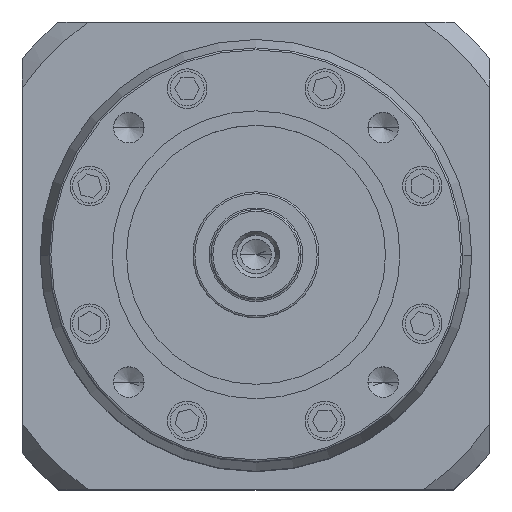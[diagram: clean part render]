
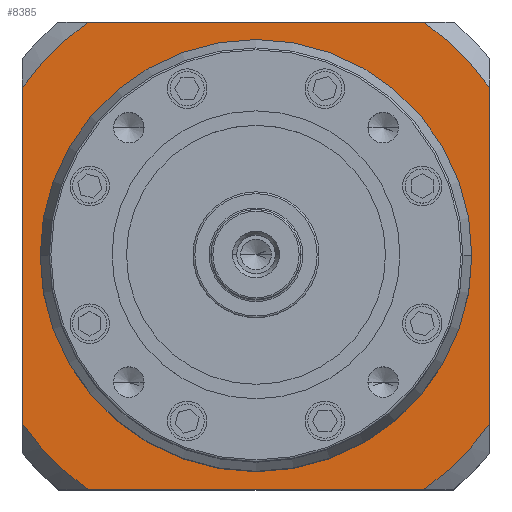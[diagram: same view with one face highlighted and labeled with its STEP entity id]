
A CAD part, top view. The second image highlights one B-rep face of the part: STEP entity #8385.
In plain terms, the highlighted planar face has unit normal (0, 0, 1).
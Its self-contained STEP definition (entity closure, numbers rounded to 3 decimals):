
#134 = CIRCLE ( 'NONE', #6244, 80. ) ;
#176 = DIRECTION ( 'NONE',  ( 0., -1., 0. ) ) ;
#279 = DIRECTION ( 'NONE',  ( -1., 0., 0. ) ) ;
#519 = CARTESIAN_POINT ( 'NONE',  ( -46.637, -65., 0. ) ) ;
#662 = ORIENTED_EDGE ( 'NONE', *, *, #1649, .T. ) ;
#911 = CIRCLE ( 'NONE', #5547, 60. ) ;
#986 = DIRECTION ( 'NONE',  ( 0., 0., 1. ) ) ;
#1159 = FACE_BOUND ( 'NONE', #4084, .T. ) ;
#1199 = EDGE_CURVE ( 'NONE', #4350, #1853, #6724, .T. ) ;
#1281 = CARTESIAN_POINT ( 'NONE',  ( 46.637, 65., 0. ) ) ;
#1342 = ORIENTED_EDGE ( 'NONE', *, *, #1758, .F. ) ;
#1344 = EDGE_CURVE ( 'NONE', #2658, #7688, #1457, .T. ) ;
#1400 = FACE_OUTER_BOUND ( 'NONE', #3891, .T. ) ;
#1455 = EDGE_CURVE ( 'NONE', #4350, #4904, #134, .T. ) ;
#1457 = CIRCLE ( 'NONE', #3830, 60. ) ;
#1474 = AXIS2_PLACEMENT_3D ( 'NONE', #5900, #6064, #1675 ) ;
#1493 = ORIENTED_EDGE ( 'NONE', *, *, #1344, .T. ) ;
#1535 = EDGE_CURVE ( 'NONE', #4211, #4904, #8744, .T. ) ;
#1545 = CARTESIAN_POINT ( 'NONE',  ( -65., 54.772, 0. ) ) ;
#1649 = EDGE_CURVE ( 'NONE', #4211, #9128, #7108, .T. ) ;
#1675 = DIRECTION ( 'NONE',  ( -1., 0., 0. ) ) ;
#1758 = EDGE_CURVE ( 'NONE', #7765, #9128, #2535, .T. ) ;
#1853 = VERTEX_POINT ( 'NONE', #519 ) ;
#1873 = EDGE_CURVE ( 'NONE', #7765, #2245, #5285, .T. ) ;
#1997 = CARTESIAN_POINT ( 'NONE',  ( 0., 0., 0. ) ) ;
#2010 = EDGE_CURVE ( 'NONE', #4403, #1853, #2428, .T. ) ;
#2126 = EDGE_CURVE ( 'NONE', #4403, #2245, #4498, .T. ) ;
#2160 = DIRECTION ( 'NONE',  ( -1., 0., 0. ) ) ;
#2245 = VERTEX_POINT ( 'NONE', #3158 ) ;
#2333 = DIRECTION ( 'NONE',  ( -1., 0., 0. ) ) ;
#2366 = DIRECTION ( 'NONE',  ( 0., 1., 0. ) ) ;
#2428 = CIRCLE ( 'NONE', #2945, 80. ) ;
#2463 = CARTESIAN_POINT ( 'NONE',  ( -65., -46.637, 0. ) ) ;
#2472 = ORIENTED_EDGE ( 'NONE', *, *, #1199, .F. ) ;
#2491 = AXIS2_PLACEMENT_3D ( 'NONE', #5728, #4390, #7732 ) ;
#2535 = LINE ( 'NONE', #6929, #8391 ) ;
#2658 = VERTEX_POINT ( 'NONE', #8142 ) ;
#2734 = DIRECTION ( 'NONE',  ( -1., 0., 0. ) ) ;
#2945 = AXIS2_PLACEMENT_3D ( 'NONE', #4114, #3436, #2160 ) ;
#2950 = CARTESIAN_POINT ( 'NONE',  ( 0., 0., 0. ) ) ;
#3123 = VECTOR ( 'NONE', #176, 1000. ) ;
#3158 = CARTESIAN_POINT ( 'NONE',  ( -65., 46.637, 0. ) ) ;
#3168 = DIRECTION ( 'NONE',  ( -1., 0., 0. ) ) ;
#3436 = DIRECTION ( 'NONE',  ( 0., 0., 1. ) ) ;
#3830 = AXIS2_PLACEMENT_3D ( 'NONE', #5152, #5116, #2333 ) ;
#3891 = EDGE_LOOP ( 'NONE', ( #2472, #7395, #6775, #662, #1342, #9133, #4405, #7402 ) ) ;
#4084 = EDGE_LOOP ( 'NONE', ( #8107, #1493 ) ) ;
#4114 = CARTESIAN_POINT ( 'NONE',  ( 0., 0., 0. ) ) ;
#4211 = VERTEX_POINT ( 'NONE', #5124 ) ;
#4350 = VERTEX_POINT ( 'NONE', #8232 ) ;
#4390 = DIRECTION ( 'NONE',  ( 0., 0., 1. ) ) ;
#4403 = VERTEX_POINT ( 'NONE', #2463 ) ;
#4405 = ORIENTED_EDGE ( 'NONE', *, *, #2126, .F. ) ;
#4498 = LINE ( 'NONE', #1545, #6422 ) ;
#4744 = CARTESIAN_POINT ( 'NONE',  ( 65., -46.637, 0. ) ) ;
#4904 = VERTEX_POINT ( 'NONE', #4744 ) ;
#5116 = DIRECTION ( 'NONE',  ( 0., 0., -1. ) ) ;
#5124 = CARTESIAN_POINT ( 'NONE',  ( 65., 46.637, 0. ) ) ;
#5152 = CARTESIAN_POINT ( 'NONE',  ( 0., 0., 0. ) ) ;
#5285 = CIRCLE ( 'NONE', #2491, 80. ) ;
#5327 = PLANE ( 'NONE',  #1474 ) ;
#5547 = AXIS2_PLACEMENT_3D ( 'NONE', #1997, #7118, #2734 ) ;
#5611 = DIRECTION ( 'NONE',  ( -1., 0., 0. ) ) ;
#5640 = CARTESIAN_POINT ( 'NONE',  ( 54.772, -65., 0. ) ) ;
#5728 = CARTESIAN_POINT ( 'NONE',  ( 0., 0., 0. ) ) ;
#5900 = CARTESIAN_POINT ( 'NONE',  ( 0., 0., 0. ) ) ;
#5980 = EDGE_CURVE ( 'NONE', #7688, #2658, #911, .T. ) ;
#6064 = DIRECTION ( 'NONE',  ( 0., 0., -1. ) ) ;
#6106 = AXIS2_PLACEMENT_3D ( 'NONE', #2950, #986, #279 ) ;
#6244 = AXIS2_PLACEMENT_3D ( 'NONE', #7316, #8898, #3168 ) ;
#6422 = VECTOR ( 'NONE', #2366, 1000. ) ;
#6724 = LINE ( 'NONE', #5640, #8681 ) ;
#6775 = ORIENTED_EDGE ( 'NONE', *, *, #1535, .F. ) ;
#6813 = CARTESIAN_POINT ( 'NONE',  ( 65., 54.772, 0. ) ) ;
#6929 = CARTESIAN_POINT ( 'NONE',  ( 54.772, 65., 0. ) ) ;
#7108 = CIRCLE ( 'NONE', #6106, 80. ) ;
#7118 = DIRECTION ( 'NONE',  ( 0., 0., -1. ) ) ;
#7316 = CARTESIAN_POINT ( 'NONE',  ( 0., 0., 0. ) ) ;
#7395 = ORIENTED_EDGE ( 'NONE', *, *, #1455, .T. ) ;
#7402 = ORIENTED_EDGE ( 'NONE', *, *, #2010, .T. ) ;
#7646 = CARTESIAN_POINT ( 'NONE',  ( -46.637, 65., 0. ) ) ;
#7688 = VERTEX_POINT ( 'NONE', #8300 ) ;
#7732 = DIRECTION ( 'NONE',  ( -1., 0., 0. ) ) ;
#7765 = VERTEX_POINT ( 'NONE', #7646 ) ;
#8107 = ORIENTED_EDGE ( 'NONE', *, *, #5980, .T. ) ;
#8142 = CARTESIAN_POINT ( 'NONE',  ( 60., 0., 0. ) ) ;
#8232 = CARTESIAN_POINT ( 'NONE',  ( 46.637, -65., 0. ) ) ;
#8269 = DIRECTION ( 'NONE',  ( 1., 0., 0. ) ) ;
#8300 = CARTESIAN_POINT ( 'NONE',  ( -60., 0., 0. ) ) ;
#8385 = ADVANCED_FACE ( 'NONE', ( #1400, #1159 ), #5327, .F. ) ;
#8391 = VECTOR ( 'NONE', #8269, 1000. ) ;
#8681 = VECTOR ( 'NONE', #5611, 1000. ) ;
#8744 = LINE ( 'NONE', #6813, #3123 ) ;
#8898 = DIRECTION ( 'NONE',  ( 0., 0., 1. ) ) ;
#9128 = VERTEX_POINT ( 'NONE', #1281 ) ;
#9133 = ORIENTED_EDGE ( 'NONE', *, *, #1873, .T. ) ;
